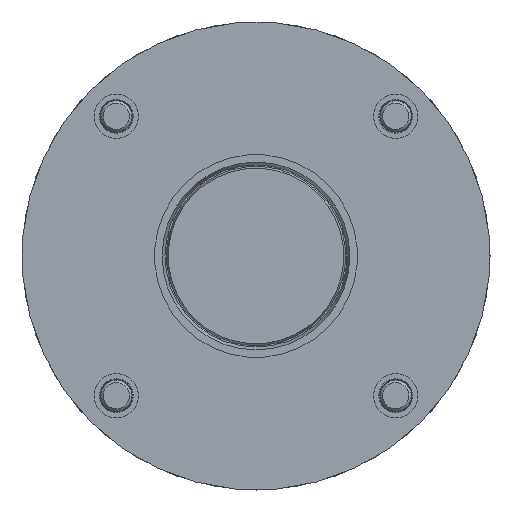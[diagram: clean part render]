
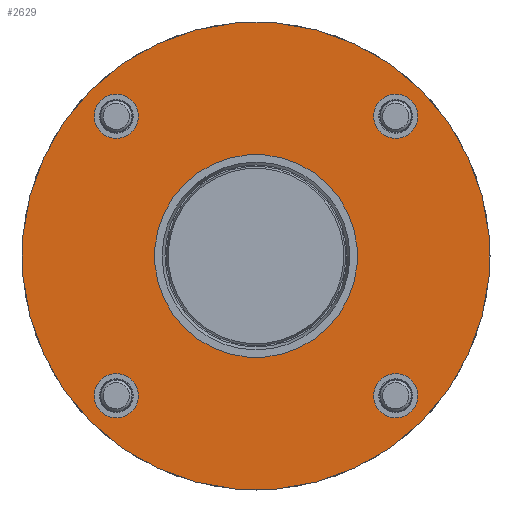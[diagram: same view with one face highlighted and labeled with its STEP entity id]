
A CAD part, front view. The second image highlights one B-rep face of the part: STEP entity #2629.
In plain terms, the highlighted planar face has unit normal (0, -1, 0).
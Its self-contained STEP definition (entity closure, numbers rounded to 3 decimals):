
#582 = FACE_BOUND ( 'NONE', #12756, .T. ) ;
#2288 = FACE_BOUND ( 'NONE', #15835, .T. ) ;
#2629 = ADVANCED_FACE ( 'NONE', ( #582, #2288, #8510, #35762, #39587, #39330 ), #36795, .T. ) ;
#4474 = AXIS2_PLACEMENT_3D ( 'NONE', #37046, #36701, #36669 ) ;
#4654 = VERTEX_POINT ( 'NONE', #38168 ) ;
#5027 = DIRECTION ( 'NONE',  ( 0.707, 0., 0.707 ) ) ;
#5036 = DIRECTION ( 'NONE',  ( 0., -1., 0. ) ) ;
#5081 = CARTESIAN_POINT ( 'NONE',  ( 0., -3., 0. ) ) ;
#5271 = ORIENTED_EDGE ( 'NONE', *, *, #16976, .F. ) ;
#6027 = DIRECTION ( 'NONE',  ( 0.707, 0., 0.707 ) ) ;
#6078 = CARTESIAN_POINT ( 'NONE',  ( 0., -3., 0. ) ) ;
#7557 = ORIENTED_EDGE ( 'NONE', *, *, #16970, .F. ) ;
#8329 = AXIS2_PLACEMENT_3D ( 'NONE', #40543, #40458, #40446 ) ;
#8393 = AXIS2_PLACEMENT_3D ( 'NONE', #40685, #40635, #40598 ) ;
#8453 = AXIS2_PLACEMENT_3D ( 'NONE', #40843, #40836, #40781 ) ;
#8510 = FACE_BOUND ( 'NONE', #28182, .T. ) ;
#8581 = AXIS2_PLACEMENT_3D ( 'NONE', #41482, #41473, #41358 ) ;
#10239 = AXIS2_PLACEMENT_3D ( 'NONE', #5081, #5036, #5027 ) ;
#10502 = AXIS2_PLACEMENT_3D ( 'NONE', #6078, #18048, #6027 ) ;
#12756 = EDGE_LOOP ( 'NONE', ( #37726 ) ) ;
#15835 = EDGE_LOOP ( 'NONE', ( #7557 ) ) ;
#16329 = EDGE_CURVE ( 'NONE', #4654, #4654, #25088, .T. ) ;
#16387 = EDGE_CURVE ( 'NONE', #43279, #43279, #36932, .T. ) ;
#16413 = ORIENTED_EDGE ( 'NONE', *, *, #16980, .F. ) ;
#16419 = VERTEX_POINT ( 'NONE', #37806 ) ;
#16900 = EDGE_CURVE ( 'NONE', #16419, #16419, #27906, .T. ) ;
#16970 = EDGE_CURVE ( 'NONE', #43154, #43154, #29807, .T. ) ;
#16976 = EDGE_CURVE ( 'NONE', #24106, #24106, #33820, .T. ) ;
#16980 = EDGE_CURVE ( 'NONE', #42032, #42032, #34716, .T. ) ;
#18048 = DIRECTION ( 'NONE',  ( 0., -1., 0. ) ) ;
#19925 = ORIENTED_EDGE ( 'NONE', *, *, #16387, .F. ) ;
#24106 = VERTEX_POINT ( 'NONE', #37673 ) ;
#25088 = CIRCLE ( 'NONE', #10502, 90. ) ;
#27864 = ORIENTED_EDGE ( 'NONE', *, *, #16329, .T. ) ;
#27906 = CIRCLE ( 'NONE', #8581, 8.5 ) ;
#28182 = EDGE_LOOP ( 'NONE', ( #5271 ) ) ;
#29807 = CIRCLE ( 'NONE', #8453, 8.5 ) ;
#29975 = EDGE_LOOP ( 'NONE', ( #16413 ) ) ;
#31085 = EDGE_LOOP ( 'NONE', ( #27864 ) ) ;
#33820 = CIRCLE ( 'NONE', #8393, 8.5 ) ;
#34716 = CIRCLE ( 'NONE', #8329, 8.5 ) ;
#34806 = EDGE_LOOP ( 'NONE', ( #19925 ) ) ;
#35762 = FACE_BOUND ( 'NONE', #29975, .T. ) ;
#36669 = DIRECTION ( 'NONE',  ( 0.707, 0., 0.707 ) ) ;
#36701 = DIRECTION ( 'NONE',  ( 0., -1., 0. ) ) ;
#36795 = PLANE ( 'NONE',  #4474 ) ;
#36932 = CIRCLE ( 'NONE', #10239, 39. ) ;
#37046 = CARTESIAN_POINT ( 'NONE',  ( 0., -3., 0. ) ) ;
#37663 = CARTESIAN_POINT ( 'NONE',  ( -47.73, -3., 59.751 ) ) ;
#37673 = CARTESIAN_POINT ( 'NONE',  ( 59.751, -3., 59.751 ) ) ;
#37726 = ORIENTED_EDGE ( 'NONE', *, *, #16900, .F. ) ;
#37728 = CARTESIAN_POINT ( 'NONE',  ( 59.751, -3., -47.73 ) ) ;
#37806 = CARTESIAN_POINT ( 'NONE',  ( -47.73, -3., -47.73 ) ) ;
#38098 = CARTESIAN_POINT ( 'NONE',  ( 27.577, -3., 27.577 ) ) ;
#38168 = CARTESIAN_POINT ( 'NONE',  ( 63.64, -3., 63.64 ) ) ;
#39330 = FACE_BOUND ( 'NONE', #34806, .T. ) ;
#39587 = FACE_OUTER_BOUND ( 'NONE', #31085, .T. ) ;
#40446 = DIRECTION ( 'NONE',  ( 0.707, 0., 0.707 ) ) ;
#40458 = DIRECTION ( 'NONE',  ( 0., -1., 0. ) ) ;
#40543 = CARTESIAN_POINT ( 'NONE',  ( -53.74, -3., 53.74 ) ) ;
#40598 = DIRECTION ( 'NONE',  ( 0.707, 0., 0.707 ) ) ;
#40635 = DIRECTION ( 'NONE',  ( 0., -1., 0. ) ) ;
#40685 = CARTESIAN_POINT ( 'NONE',  ( 53.74, -3., 53.74 ) ) ;
#40781 = DIRECTION ( 'NONE',  ( 0.707, 0., 0.707 ) ) ;
#40836 = DIRECTION ( 'NONE',  ( 0., -1., 0. ) ) ;
#40843 = CARTESIAN_POINT ( 'NONE',  ( 53.74, -3., -53.74 ) ) ;
#41358 = DIRECTION ( 'NONE',  ( 0.707, 0., 0.707 ) ) ;
#41473 = DIRECTION ( 'NONE',  ( 0., -1., 0. ) ) ;
#41482 = CARTESIAN_POINT ( 'NONE',  ( -53.74, -3., -53.74 ) ) ;
#42032 = VERTEX_POINT ( 'NONE', #37663 ) ;
#43154 = VERTEX_POINT ( 'NONE', #37728 ) ;
#43279 = VERTEX_POINT ( 'NONE', #38098 ) ;
